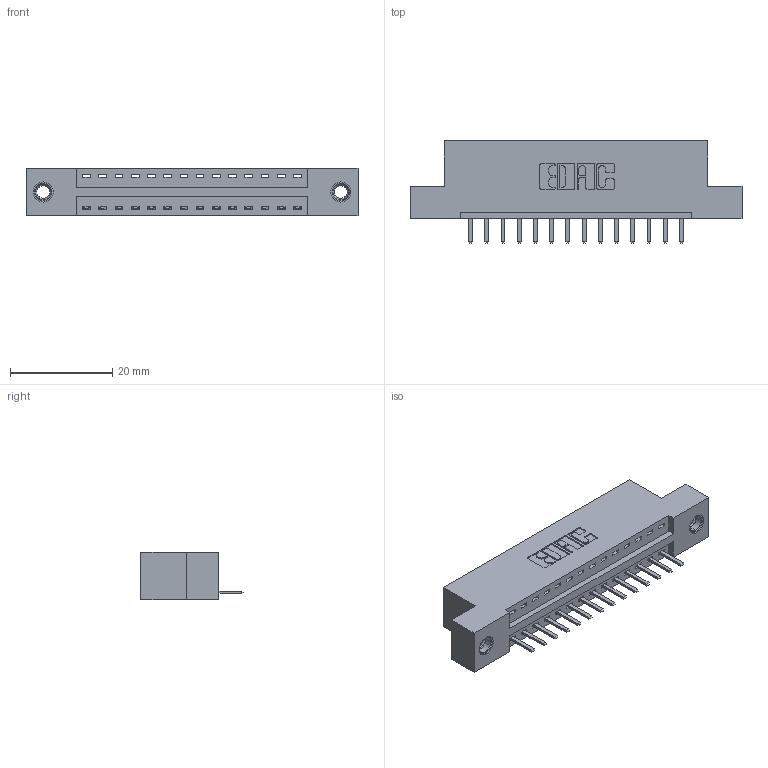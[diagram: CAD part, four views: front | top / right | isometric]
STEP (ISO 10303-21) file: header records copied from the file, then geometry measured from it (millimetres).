
FILE_DESCRIPTION (( 'STEP AP203' ), '1' );
FILE_NAME ('396-014-520-107.STEP', '2019-10-26T16:29:16', ( '' ), ( '' ), 'SwSTEP 2.0', 'SolidWorks 2016', '' );
FILE_SCHEMA (( 'CONFIG_CONTROL_DESIGN' ));
Length unit declared in the file: inch
Products named in the file (4): 396-014-520-107; 346 Part_Flush Mounting Lugs - 0.156 Dia-TI; 345-292-001_345-293-120; 345-250-001_345-250-005-103
Assembly tree (17 placements, depth 2):
  396-014-520-107
    346 Part_Flush Mounting Lugs - 0.156 Dia-TI
    345-292-001_345-293-120  x14
    345-250-001_345-250-005-103  x2
Bounding box: 65.02 x 20.02 x 9.4 mm (x, y, z)
Volume: 5977.5 mm3; surface area: 7069.2 mm2
Topology: 17 solids, 17 shells, 1050 faces, 3041 edges, 1982 vertices
Faces by surface type: plane 696, cylinder 338, cone 12, torus 4
Entity records: 13758 total; most frequent: CARTESIAN_POINT 2361, ORIENTED_EDGE 2290, DIRECTION 2131, EDGE_CURVE 1145, VECTOR 933, LINE 933, VERTEX_POINT 756, AXIS2_PLACEMENT_3D 599
